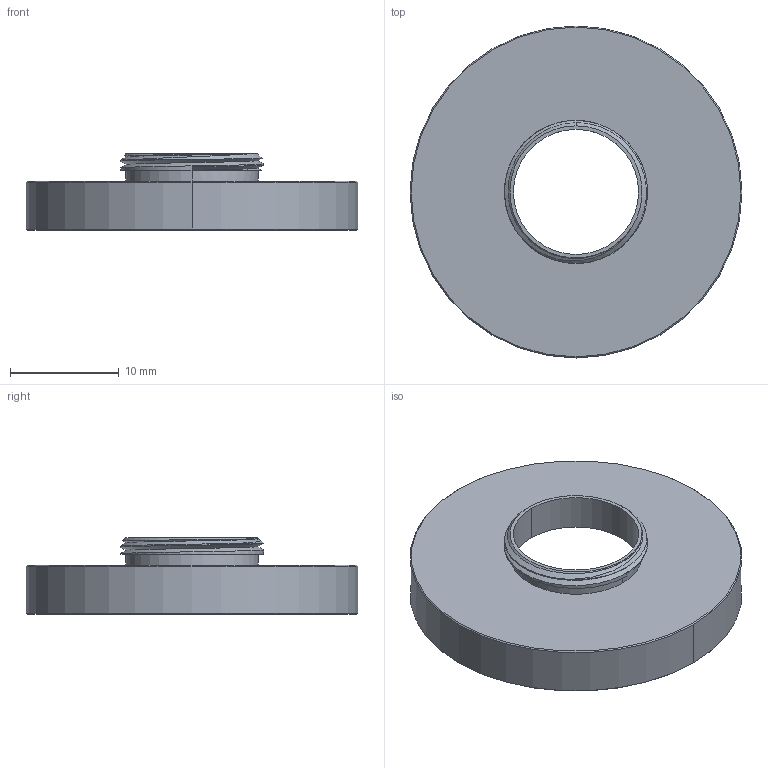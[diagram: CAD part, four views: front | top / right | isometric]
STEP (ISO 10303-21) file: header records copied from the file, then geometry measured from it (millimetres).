
FILE_DESCRIPTION((''),'2;1');
FILE_NAME('CSM05-1B','2023-03-20T14:42:18',('R&D'),(''),'CREO PARAMETRIC BY PTC INC, 2022162','CREO PARAMETRIC BY PTC INC, 2022162','');
FILE_SCHEMA(('CONFIG_CONTROL_DESIGN'));
Length unit declared in the file: millimetre
Products named in the file (1): CSM05-1B
Bounding box: 30.5 x 30.5 x 7 mm (x, y, z)
Volume: 1144 mm3; surface area: 2478.1 mm2
Topology: 1 solids, 1 shells, 39 faces, 98 edges, 63 vertices
Faces by surface type: cylinder 17, plane 8, cone 8, bspline 6
Entity records: 5024 total; most frequent: CARTESIAN_POINT 4107, ORIENTED_EDGE 196, DIRECTION 157, EDGE_CURVE 98, VERTEX_POINT 63, AXIS2_PLACEMENT_3D 62, EDGE_LOOP 43, FACE_OUTER_BOUND 39
